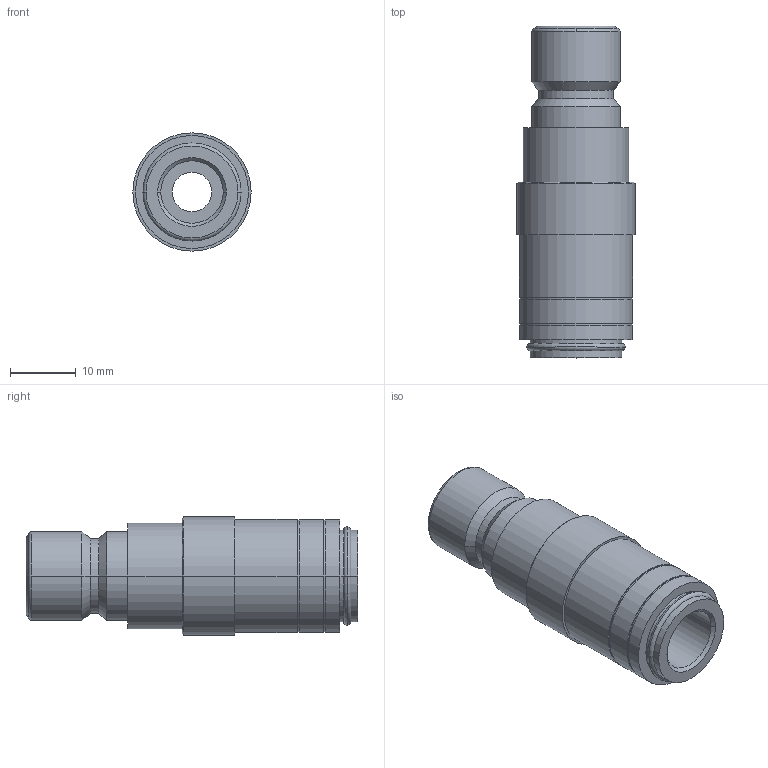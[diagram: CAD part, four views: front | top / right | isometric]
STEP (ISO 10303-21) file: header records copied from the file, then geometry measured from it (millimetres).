
FILE_DESCRIPTION(('STEP AP214'),'1');
FILE_NAME('esdmk-esds-ab.stp','2020-04-22T06:12:27',('TraceParts'),('TraceParts S.A.'),'Spatial InterOp 3D',' ',' ');
FILE_SCHEMA(('automotive_design'));
Length unit declared in the file: millimetre
Products named in the file (1): 1
Bounding box: 18 x 50.5 x 18 mm (x, y, z)
Volume: 8004.6 mm3; surface area: 4079.3 mm2
Topology: 1 solids, 1 shells, 55 faces, 114 edges, 70 vertices
Faces by surface type: cylinder 28, plane 11, cone 10, torus 6
Entity records: 1940 total; most frequent: DIRECTION 302, CARTESIAN_POINT 240, ORIENTED_EDGE 228, AXIS2_PLACEMENT_3D 132, EDGE_CURVE 114, CIRCLE 76, VERTEX_POINT 70, EDGE_LOOP 66
